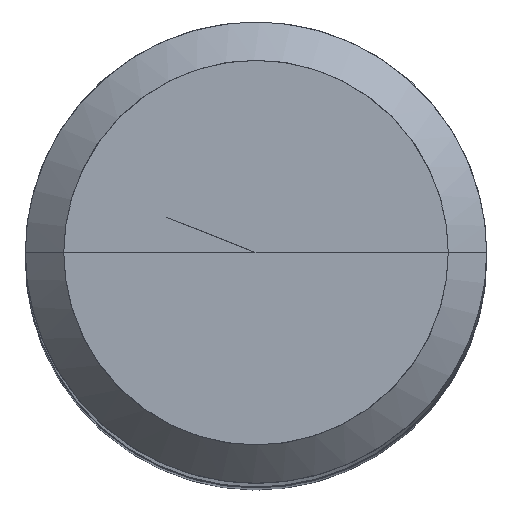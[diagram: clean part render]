
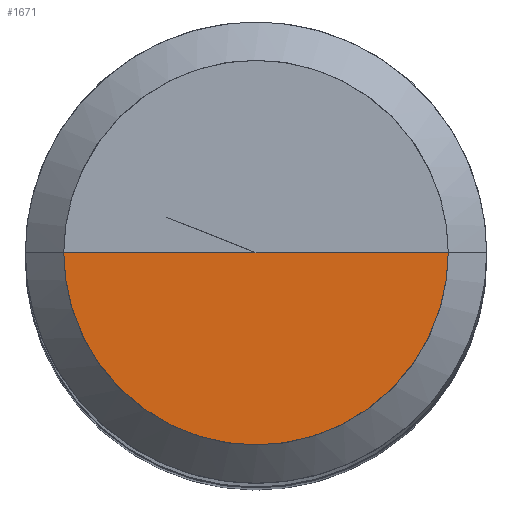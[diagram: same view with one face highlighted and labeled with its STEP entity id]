
A CAD part, top view. The second image highlights one B-rep face of the part: STEP entity #1671.
In plain terms, the highlighted free-form (B-spline) face has degree [1, 2] with [2, 5] control points.
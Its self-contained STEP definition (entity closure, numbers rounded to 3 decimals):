
#1190=CARTESIAN_POINT('',(5.0,0.0,47.9));
#1194=CARTESIAN_POINT('',(-5.0,0.0,47.9));
#1195=CARTESIAN_POINT('',(0.0,0.0,47.9));
#1211=CARTESIAN_POINT('',(-5.0,-5.0,47.9));
#1212=CARTESIAN_POINT('',(0.0,-5.0,47.9));
#1213=CARTESIAN_POINT('',(5.0,-5.0,47.9));
#1656=(
BOUNDED_SURFACE()
B_SPLINE_SURFACE(1,2,(
(#1194,#1211,#1212,#1213,#1190),
(#1195,#1195,#1195,#1195,#1195)
), .UNSPECIFIED.,.F.,.F.,.F.)
B_SPLINE_SURFACE_WITH_KNOTS((2,2),(3,2,3),(
0.0,1.0),(
0.0,0.5,1.0), .UNSPECIFIED.)
GEOMETRIC_REPRESENTATION_ITEM()
RATIONAL_B_SPLINE_SURFACE(((1.0,0.707,1.0,0.707,1.0),
(1.0,0.707,1.0,0.707,1.0)
))
REPRESENTATION_ITEM('')
SURFACE()
);
#1657=(
BOUNDED_CURVE()
B_SPLINE_CURVE(2,(#1190,#1213,#1212,#1211,#1194),.UNSPECIFIED.,.F.,.F.)
B_SPLINE_CURVE_WITH_KNOTS((3,2,3),
(0.0,0.5,1.0),.UNSPECIFIED.)
CURVE()
GEOMETRIC_REPRESENTATION_ITEM()
RATIONAL_B_SPLINE_CURVE((1.0,0.707,1.0,0.707,1.0))
REPRESENTATION_ITEM('')
);
#1658=(
BOUNDED_CURVE()
B_SPLINE_CURVE(1,(#1194,#1195),.UNSPECIFIED.,.F.,.F.)
B_SPLINE_CURVE_WITH_KNOTS((2,2),
(0.0,1.0),.UNSPECIFIED.)
CURVE()
GEOMETRIC_REPRESENTATION_ITEM()
RATIONAL_B_SPLINE_CURVE((1.0,1.0))
REPRESENTATION_ITEM('')
);
#1659=(
BOUNDED_CURVE()
B_SPLINE_CURVE(1,(#1195,#1190),.UNSPECIFIED.,.F.,.F.)
B_SPLINE_CURVE_WITH_KNOTS((2,2),
(0.0,1.0),.UNSPECIFIED.)
CURVE()
GEOMETRIC_REPRESENTATION_ITEM()
RATIONAL_B_SPLINE_CURVE((1.0,1.0))
REPRESENTATION_ITEM('')
);
#1660=VERTEX_POINT('',#1190);
#1661=VERTEX_POINT('',#1194);
#1662=VERTEX_POINT('',#1195);
#1663=EDGE_CURVE('',#1660,#1661,#1657,.T.);
#1664=EDGE_CURVE('',#1661,#1662,#1658,.T.);
#1665=EDGE_CURVE('',#1662,#1660,#1659,.T.);
#1666=ORIENTED_EDGE('',*,*,#1663,.T.);
#1667=ORIENTED_EDGE('',*,*,#1664,.T.);
#1668=ORIENTED_EDGE('',*,*,#1665,.T.);
#1669=EDGE_LOOP('',(#1666,#1667,#1668));
#1670=FACE_OUTER_BOUND('',#1669,.T.);
#1671=ADVANCED_FACE('',(#1670),#1656,.T.);
